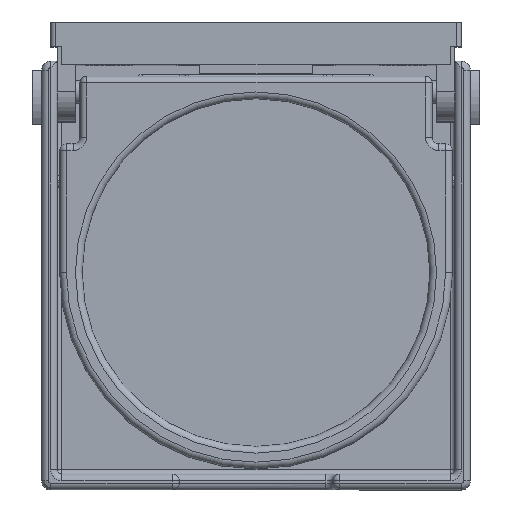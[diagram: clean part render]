
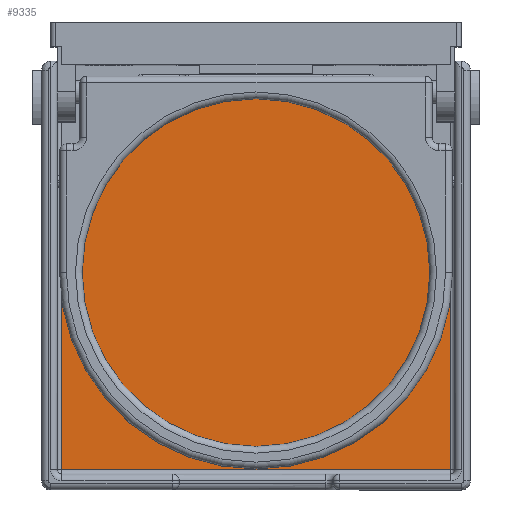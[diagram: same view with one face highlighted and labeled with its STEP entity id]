
A CAD part, top view. The second image highlights one B-rep face of the part: STEP entity #9335.
In plain terms, the highlighted face is planar.
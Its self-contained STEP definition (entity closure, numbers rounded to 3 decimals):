
#8991=CARTESIAN_POINT('',(5.483,13.5,28.));
#8992=VERTEX_POINT('',#8991);
#8999=CARTESIAN_POINT('',(4.5,13.5,28.));
#9000=VERTEX_POINT('',#8999);
#9001=CARTESIAN_POINT('',(4.5,13.5,28.));
#9002=DIRECTION('',(1.0,0.0,0.0));
#9003=VECTOR('',#9002,0.983);
#9004=LINE('',#9001,#9003);
#9005=EDGE_CURVE('',#9000,#8992,#9004,.T.);
#9031=CARTESIAN_POINT('',(7.099,13.5,27.178));
#9032=VERTEX_POINT('',#9031);
#9039=CARTESIAN_POINT('',(5.483,13.5,26.));
#9040=DIRECTION('',(0.0,1.,0.0));
#9041=DIRECTION('',(0.453,0.0,0.891));
#9042=AXIS2_PLACEMENT_3D('',#9039,#9040,#9041);
#9043=CIRCLE('',#9042,2.0);
#9044=EDGE_CURVE('',#9032,#8992,#9043,.F.);
#9056=CARTESIAN_POINT('',(22.373,13.5,6.217));
#9057=VERTEX_POINT('',#9056);
#9064=CARTESIAN_POINT('',(7.099,13.5,27.178));
#9065=DIRECTION('',(0.589,0.,-0.808));
#9066=VECTOR('',#9065,25.936);
#9067=LINE('',#9064,#9066);
#9068=EDGE_CURVE('',#9032,#9057,#9067,.T.);
#9080=CARTESIAN_POINT('',(23.585,13.5,5.6));
#9081=VERTEX_POINT('',#9080);
#9088=CARTESIAN_POINT('',(23.585,13.5,7.1));
#9089=DIRECTION('',(0.0,-1.,0.0));
#9090=DIRECTION('',(-0.453,0.0,-0.891));
#9091=AXIS2_PLACEMENT_3D('',#9088,#9089,#9090);
#9092=CIRCLE('',#9091,1.5);
#9093=EDGE_CURVE('',#9057,#9081,#9092,.T.);
#9111=CARTESIAN_POINT('',(71.415,13.5,5.6));
#9112=VERTEX_POINT('',#9111);
#9119=CARTESIAN_POINT('',(23.585,13.5,5.6));
#9120=DIRECTION('',(1.0,0.0,0.0));
#9121=VECTOR('',#9120,47.829);
#9122=LINE('',#9119,#9121);
#9123=EDGE_CURVE('',#9081,#9112,#9122,.T.);
#9135=CARTESIAN_POINT('',(72.627,13.5,6.217));
#9136=VERTEX_POINT('',#9135);
#9143=CARTESIAN_POINT('',(71.415,13.5,7.1));
#9144=DIRECTION('',(0.0,-1.0,0.0));
#9145=DIRECTION('',(0.453,0.0,-0.891));
#9146=AXIS2_PLACEMENT_3D('',#9143,#9144,#9145);
#9147=CIRCLE('',#9146,1.5);
#9148=EDGE_CURVE('',#9112,#9136,#9147,.T.);
#9160=CARTESIAN_POINT('',(87.901,13.5,27.178));
#9161=VERTEX_POINT('',#9160);
#9168=CARTESIAN_POINT('',(72.627,13.5,6.217));
#9169=DIRECTION('',(0.589,0.,0.808));
#9170=VECTOR('',#9169,25.936);
#9171=LINE('',#9168,#9170);
#9172=EDGE_CURVE('',#9136,#9161,#9171,.T.);
#9184=CARTESIAN_POINT('',(89.517,13.5,28.));
#9185=VERTEX_POINT('',#9184);
#9192=CARTESIAN_POINT('',(89.517,13.5,26.));
#9193=DIRECTION('',(0.0,1.,0.0));
#9194=DIRECTION('',(-0.453,0.0,0.891));
#9195=AXIS2_PLACEMENT_3D('',#9192,#9193,#9194);
#9196=CIRCLE('',#9195,2.0);
#9197=EDGE_CURVE('',#9185,#9161,#9196,.F.);
#9217=CARTESIAN_POINT('',(90.5,13.5,28.));
#9218=VERTEX_POINT('',#9217);
#9226=CARTESIAN_POINT('',(89.517,13.5,28.));
#9227=DIRECTION('',(1.0,0.0,0.0));
#9228=VECTOR('',#9227,0.983);
#9229=LINE('',#9226,#9228);
#9230=EDGE_CURVE('',#9185,#9218,#9229,.T.);
#9297=CARTESIAN_POINT('',(0.,13.5,0.0));
#9298=DIRECTION('',(0.0,1.0,0.0));
#9299=DIRECTION('',(0.0,0.0,1.0));
#9300=AXIS2_PLACEMENT_3D('',#9297,#9298,#9299);
#9301=PLANE('',#9300);
#9302=ORIENTED_EDGE('',*,*,#9093,.T.);
#9303=ORIENTED_EDGE('',*,*,#9123,.T.);
#9304=ORIENTED_EDGE('',*,*,#9148,.T.);
#9305=ORIENTED_EDGE('',*,*,#9172,.T.);
#9306=ORIENTED_EDGE('',*,*,#9197,.F.);
#9307=ORIENTED_EDGE('',*,*,#9230,.T.);
#9308=CARTESIAN_POINT('',(90.5,13.5,90.5));
#9309=VERTEX_POINT('',#9308);
#9310=CARTESIAN_POINT('',(90.5,13.5,90.5));
#9311=DIRECTION('',(0.0,0.0,-1.0));
#9312=VECTOR('',#9311,62.5);
#9313=LINE('',#9310,#9312);
#9314=EDGE_CURVE('',#9309,#9218,#9313,.T.);
#9315=ORIENTED_EDGE('',*,*,#9314,.F.);
#9316=CARTESIAN_POINT('',(4.5,13.5,90.5));
#9317=VERTEX_POINT('',#9316);
#9318=CARTESIAN_POINT('',(4.5,13.5,90.5));
#9319=DIRECTION('',(1.0,0.0,0.0));
#9320=VECTOR('',#9319,86.0);
#9321=LINE('',#9318,#9320);
#9322=EDGE_CURVE('',#9317,#9309,#9321,.T.);
#9323=ORIENTED_EDGE('',*,*,#9322,.F.);
#9324=CARTESIAN_POINT('',(4.5,13.5,28.));
#9325=DIRECTION('',(0.0,0.0,1.0));
#9326=VECTOR('',#9325,62.5);
#9327=LINE('',#9324,#9326);
#9328=EDGE_CURVE('',#9000,#9317,#9327,.T.);
#9329=ORIENTED_EDGE('',*,*,#9328,.F.);
#9330=ORIENTED_EDGE('',*,*,#9005,.T.);
#9331=ORIENTED_EDGE('',*,*,#9044,.F.);
#9332=ORIENTED_EDGE('',*,*,#9068,.T.);
#9333=EDGE_LOOP('',(#9302,#9303,#9304,#9305,#9306,#9307,#9315,#9323,#9329,#9330,#9331,#9332));
#9334=FACE_OUTER_BOUND('',#9333,.T.);
#9335=ADVANCED_FACE('',(#9334),#9301,.F.);
